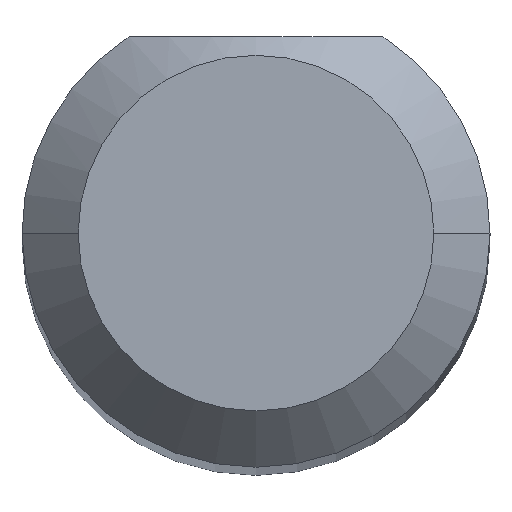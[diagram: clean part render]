
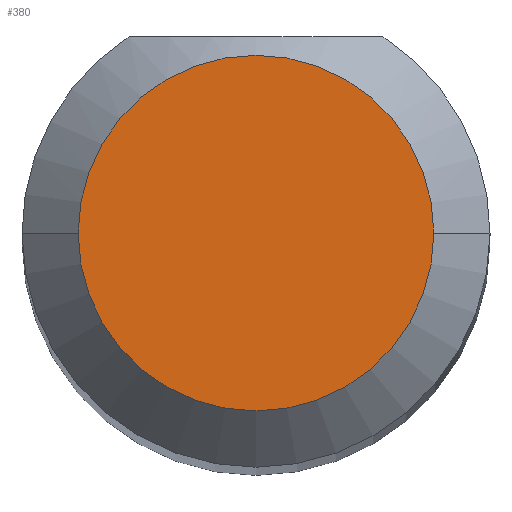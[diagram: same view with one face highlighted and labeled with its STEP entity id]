
A CAD part, top view. The second image highlights one B-rep face of the part: STEP entity #380.
In plain terms, the highlighted planar face has unit normal (0, 0, 1).
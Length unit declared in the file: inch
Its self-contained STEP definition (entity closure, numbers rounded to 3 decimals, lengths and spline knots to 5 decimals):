
#39 = DIRECTION ( 'NONE',  ( 0., 0., 1. ) ) ;
#55 = DIRECTION ( 'NONE',  ( 1., 0., 0. ) ) ;
#68 = CARTESIAN_POINT ( 'NONE',  ( 0.0475, 0., 1.5 ) ) ;
#133 = ORIENTED_EDGE ( 'NONE', *, *, #830, .T. ) ;
#201 = DIRECTION ( 'NONE',  ( 1., 0., 0. ) ) ;
#212 = VERTEX_POINT ( 'NONE', #401 ) ;
#216 = CIRCLE ( 'NONE', #390, 0.0475 ) ;
#227 = PLANE ( 'NONE',  #424 ) ;
#233 = AXIS2_PLACEMENT_3D ( 'NONE', #811, #39, #806 ) ;
#380 = ADVANCED_FACE ( 'NONE', ( #493 ), #227, .T. ) ;
#390 = AXIS2_PLACEMENT_3D ( 'NONE', #978, #827, #201 ) ;
#401 = CARTESIAN_POINT ( 'NONE',  ( -0.0475, 0., 1.5 ) ) ;
#424 = AXIS2_PLACEMENT_3D ( 'NONE', #580, #825, #55 ) ;
#493 = FACE_OUTER_BOUND ( 'NONE', #738, .T. ) ;
#580 = CARTESIAN_POINT ( 'NONE',  ( 0., 0., 1.5 ) ) ;
#610 = CIRCLE ( 'NONE', #233, 0.0475 ) ;
#612 = EDGE_CURVE ( 'NONE', #1010, #212, #216, .T. ) ;
#728 = ORIENTED_EDGE ( 'NONE', *, *, #612, .T. ) ;
#738 = EDGE_LOOP ( 'NONE', ( #133, #728 ) ) ;
#806 = DIRECTION ( 'NONE',  ( 1., 0., 0. ) ) ;
#811 = CARTESIAN_POINT ( 'NONE',  ( 0., 0., 1.5 ) ) ;
#825 = DIRECTION ( 'NONE',  ( 0., 0., 1. ) ) ;
#827 = DIRECTION ( 'NONE',  ( 0., 0., 1. ) ) ;
#830 = EDGE_CURVE ( 'NONE', #212, #1010, #610, .T. ) ;
#978 = CARTESIAN_POINT ( 'NONE',  ( 0., 0., 1.5 ) ) ;
#1010 = VERTEX_POINT ( 'NONE', #68 ) ;
